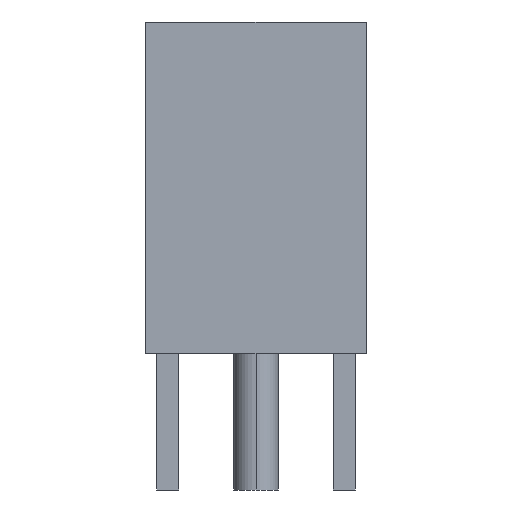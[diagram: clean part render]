
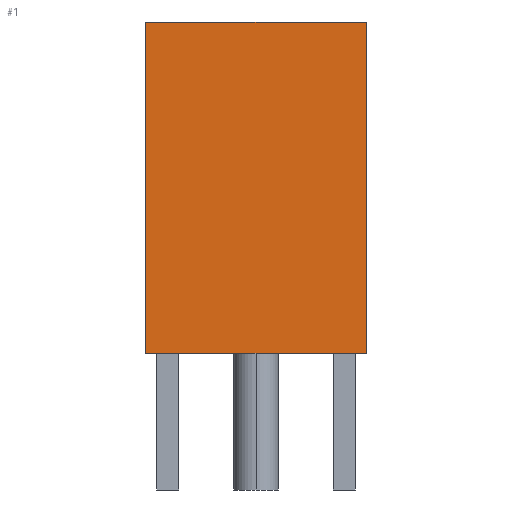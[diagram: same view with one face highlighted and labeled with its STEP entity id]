
A CAD part, left-side view. The second image highlights one B-rep face of the part: STEP entity #1.
In plain terms, the highlighted planar face has unit normal (-1, 0, 0).
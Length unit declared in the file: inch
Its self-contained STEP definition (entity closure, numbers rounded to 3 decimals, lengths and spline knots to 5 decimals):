
#1 = ADVANCED_FACE ( 'NONE', ( #489 ), #533, .T. ) ;
#7 = EDGE_CURVE ( 'NONE', #29, #153, #516, .T. ) ;
#29 = VERTEX_POINT ( 'NONE', #363 ) ;
#47 = EDGE_LOOP ( 'NONE', ( #48, #243, #69, #274 ) ) ;
#48 = ORIENTED_EDGE ( 'NONE', *, *, #7, .F. ) ;
#54 = EDGE_CURVE ( 'NONE', #55, #153, #447, .T. ) ;
#55 = VERTEX_POINT ( 'NONE', #443 ) ;
#69 = ORIENTED_EDGE ( 'NONE', *, *, #272, .T. ) ;
#153 = VERTEX_POINT ( 'NONE', #849 ) ;
#243 = ORIENTED_EDGE ( 'NONE', *, *, #244, .F. ) ;
#244 = EDGE_CURVE ( 'NONE', #245, #29, #1271, .T. ) ;
#245 = VERTEX_POINT ( 'NONE', #1374 ) ;
#272 = EDGE_CURVE ( 'NONE', #245, #55, #1421, .T. ) ;
#274 = ORIENTED_EDGE ( 'NONE', *, *, #54, .T. ) ;
#363 = CARTESIAN_POINT ( 'NONE',  ( -0.125, -0.125, 0. ) ) ;
#417 = DIRECTION ( 'NONE',  ( 0., 1., 0. ) ) ;
#418 = VECTOR ( 'NONE', #417, 39.37008 ) ;
#419 = CARTESIAN_POINT ( 'NONE',  ( -0.125, -0.125, 0. ) ) ;
#443 = CARTESIAN_POINT ( 'NONE',  ( -0.125, 0.125, 0.376 ) ) ;
#444 = DIRECTION ( 'NONE',  ( 0., 0., -1. ) ) ;
#445 = VECTOR ( 'NONE', #444, 39.37008 ) ;
#446 = CARTESIAN_POINT ( 'NONE',  ( -0.125, 0.125, 0.376 ) ) ;
#447 = LINE ( 'NONE', #446, #445 ) ;
#489 = FACE_OUTER_BOUND ( 'NONE', #47, .T. ) ;
#516 = LINE ( 'NONE', #419, #418 ) ;
#529 = DIRECTION ( 'NONE',  ( 0., 0., 1. ) ) ;
#530 = DIRECTION ( 'NONE',  ( -1., 0., 0. ) ) ;
#531 = CARTESIAN_POINT ( 'NONE',  ( -0.125, -0.125, 0.376 ) ) ;
#532 = AXIS2_PLACEMENT_3D ( 'NONE', #531, #530, #529 ) ;
#533 = PLANE ( 'NONE',  #532 ) ;
#849 = CARTESIAN_POINT ( 'NONE',  ( -0.125, 0.125, 0. ) ) ;
#1268 = DIRECTION ( 'NONE',  ( 0., 0., -1. ) ) ;
#1269 = VECTOR ( 'NONE', #1268, 39.37008 ) ;
#1270 = CARTESIAN_POINT ( 'NONE',  ( -0.125, -0.125, 0.376 ) ) ;
#1271 = LINE ( 'NONE', #1270, #1269 ) ;
#1374 = CARTESIAN_POINT ( 'NONE',  ( -0.125, -0.125, 0.376 ) ) ;
#1418 = DIRECTION ( 'NONE',  ( 0., 1., 0. ) ) ;
#1419 = VECTOR ( 'NONE', #1418, 39.37008 ) ;
#1420 = CARTESIAN_POINT ( 'NONE',  ( -0.125, -0.125, 0.376 ) ) ;
#1421 = LINE ( 'NONE', #1420, #1419 ) ;
